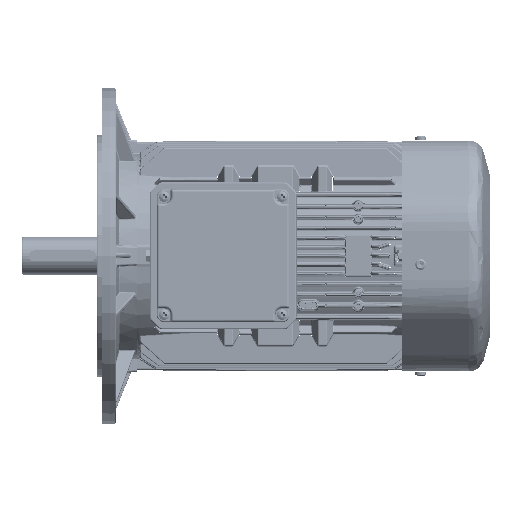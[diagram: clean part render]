
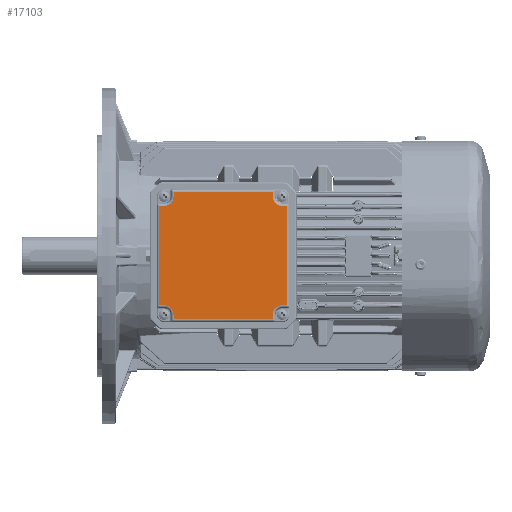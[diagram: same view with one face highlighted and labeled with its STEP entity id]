
A CAD part, top view. The second image highlights one B-rep face of the part: STEP entity #17103.
In plain terms, the highlighted planar face has unit normal (0, 0, 1).
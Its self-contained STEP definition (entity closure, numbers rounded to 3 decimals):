
#17103=ADVANCED_FACE('',(#24254),#21459,.T.);
#21459=PLANE('',#109323);
#24254=FACE_OUTER_BOUND('',#30154,.T.);
#30154=EDGE_LOOP('',(#43415,#43416,#43417,#43418,#43419,#43420,#43421,#43422,
#43423,#43424,#43425,#43426,#43427,#43428,#43429,#43430));
#43415=ORIENTED_EDGE('',*,*,#79047,.T.);
#43416=ORIENTED_EDGE('',*,*,#79044,.T.);
#43417=ORIENTED_EDGE('',*,*,#79040,.T.);
#43418=ORIENTED_EDGE('',*,*,#79045,.T.);
#43419=ORIENTED_EDGE('',*,*,#79049,.T.);
#43420=ORIENTED_EDGE('',*,*,#79055,.T.);
#43421=ORIENTED_EDGE('',*,*,#79104,.T.);
#43422=ORIENTED_EDGE('',*,*,#79105,.T.);
#43423=ORIENTED_EDGE('',*,*,#79060,.T.);
#43424=ORIENTED_EDGE('',*,*,#79065,.T.);
#43425=ORIENTED_EDGE('',*,*,#79068,.T.);
#43426=ORIENTED_EDGE('',*,*,#79106,.T.);
#43427=ORIENTED_EDGE('',*,*,#79107,.T.);
#43428=ORIENTED_EDGE('',*,*,#79108,.T.);
#43429=ORIENTED_EDGE('',*,*,#79058,.T.);
#43430=ORIENTED_EDGE('',*,*,#79052,.T.);
#65707=VERTEX_POINT('',#161691);
#65724=VERTEX_POINT('',#161781);
#65725=VERTEX_POINT('',#161826);
#65742=VERTEX_POINT('',#161916);
#65745=VERTEX_POINT('',#161964);
#65760=VERTEX_POINT('',#162051);
#65762=VERTEX_POINT('',#162089);
#65763=VERTEX_POINT('',#162093);
#65765=VERTEX_POINT('',#162105);
#65768=VERTEX_POINT('',#162115);
#65770=VERTEX_POINT('',#162122);
#65771=VERTEX_POINT('',#162126);
#65772=VERTEX_POINT('',#162127);
#65775=VERTEX_POINT('',#162144);
#65793=VERTEX_POINT('',#162222);
#65794=VERTEX_POINT('',#162224);
#79040=EDGE_CURVE('',#65762,#65742,#92962,.T.);
#79044=EDGE_CURVE('',#65763,#65762,#104087,.T.);
#79045=EDGE_CURVE('',#65742,#65745,#92963,.T.);
#79047=EDGE_CURVE('',#65725,#65763,#92965,.T.);
#79049=EDGE_CURVE('',#65745,#65765,#92967,.T.);
#79052=EDGE_CURVE('',#65724,#65725,#92969,.T.);
#79055=EDGE_CURVE('',#65765,#65768,#104090,.T.);
#79058=EDGE_CURVE('',#65770,#65724,#92972,.T.);
#79060=EDGE_CURVE('',#65771,#65772,#92973,.T.);
#79065=EDGE_CURVE('',#65772,#65775,#104095,.T.);
#79068=EDGE_CURVE('',#65775,#65707,#92976,.T.);
#79104=EDGE_CURVE('',#65768,#65760,#93003,.T.);
#79105=EDGE_CURVE('',#65760,#65771,#93004,.T.);
#79106=EDGE_CURVE('',#65707,#65793,#93005,.T.);
#79107=EDGE_CURVE('',#65793,#65794,#93006,.T.);
#79108=EDGE_CURVE('',#65794,#65770,#104106,.T.);
#92962=LINE('',#162088,#98385);
#92963=LINE('',#162098,#98386);
#92965=LINE('',#162101,#98388);
#92967=LINE('',#162104,#98390);
#92969=LINE('',#162110,#98392);
#92972=LINE('',#162121,#98395);
#92973=LINE('',#162125,#98396);
#92976=LINE('',#162149,#98399);
#93003=LINE('',#162219,#98426);
#93004=LINE('',#162220,#98427);
#93005=LINE('',#162221,#98428);
#93006=LINE('',#162223,#98429);
#98385=VECTOR('',#123665,1.);
#98386=VECTOR('',#123678,1.);
#98388=VECTOR('',#123682,1.);
#98390=VECTOR('',#123686,1.);
#98392=VECTOR('',#123692,1.);
#98395=VECTOR('',#123705,1.);
#98396=VECTOR('',#123710,1.);
#98399=VECTOR('',#123725,1.);
#98426=VECTOR('',#123804,1.);
#98427=VECTOR('',#123805,1.);
#98428=VECTOR('',#123806,1.);
#98429=VECTOR('',#123807,1.);
#104087=CIRCLE('',#109277,7.);
#104090=CIRCLE('',#109285,7.);
#104095=CIRCLE('',#109293,7.);
#104106=CIRCLE('',#109322,7.);
#109277=AXIS2_PLACEMENT_3D('',#162096,#123674,#123675);
#109285=AXIS2_PLACEMENT_3D('',#162116,#123698,#123699);
#109293=AXIS2_PLACEMENT_3D('',#162145,#123718,#123719);
#109322=AXIS2_PLACEMENT_3D('',#162225,#123808,#123809);
#109323=AXIS2_PLACEMENT_3D('',#162226,#123810,#123811);
#123665=DIRECTION('',(0.,-1.,0.));
#123674=DIRECTION('',(0.,0.,-1.));
#123675=DIRECTION('',(-1.,0.,0.));
#123678=DIRECTION('',(1.,0.,0.));
#123682=DIRECTION('',(1.,0.,0.));
#123686=DIRECTION('',(0.,1.,0.));
#123692=DIRECTION('',(0.,-1.,0.));
#123698=DIRECTION('',(0.,0.,-1.));
#123699=DIRECTION('',(-1.,0.,0.));
#123705=DIRECTION('',(-1.,0.,0.));
#123710=DIRECTION('',(-1.,0.,0.));
#123718=DIRECTION('',(0.,0.,-1.));
#123719=DIRECTION('',(-1.,0.,0.));
#123725=DIRECTION('',(0.,1.,0.));
#123804=DIRECTION('',(1.,0.,0.));
#123805=DIRECTION('',(0.,1.,0.));
#123806=DIRECTION('',(-1.,0.,0.));
#123807=DIRECTION('',(0.,-1.,0.));
#123808=DIRECTION('',(0.,0.,-1.));
#123809=DIRECTION('',(-1.,0.,0.));
#123810=DIRECTION('',(0.,0.,1.));
#123811=DIRECTION('',(1.,0.,0.));
#161691=CARTESIAN_POINT('',(104.5,47.5,133.05));
#161781=CARTESIAN_POINT('',(20.,37.,133.05));
#161826=CARTESIAN_POINT('',(20.,-37.,133.05));
#161916=CARTESIAN_POINT('',(30.5,-47.5,133.05));
#161964=CARTESIAN_POINT('',(104.5,-47.5,133.05));
#162051=CARTESIAN_POINT('',(115.,-37.,133.05));
#162088=CARTESIAN_POINT('',(30.5,-49.5,133.05));
#162089=CARTESIAN_POINT('',(30.5,-44.,133.05));
#162093=CARTESIAN_POINT('',(23.5,-37.,133.05));
#162096=CARTESIAN_POINT('',(23.5,-44.,133.05));
#162098=CARTESIAN_POINT('',(106.5,-47.5,133.05));
#162101=CARTESIAN_POINT('',(23.5,-37.,133.05));
#162104=CARTESIAN_POINT('',(104.5,-44.,133.05));
#162105=CARTESIAN_POINT('',(104.5,-44.,133.05));
#162110=CARTESIAN_POINT('',(20.,-39.,133.05));
#162115=CARTESIAN_POINT('',(111.5,-37.,133.05));
#162116=CARTESIAN_POINT('',(111.5,-44.,133.05));
#162121=CARTESIAN_POINT('',(18.,37.,133.05));
#162122=CARTESIAN_POINT('',(23.5,37.,133.05));
#162125=CARTESIAN_POINT('',(111.5,37.,133.05));
#162126=CARTESIAN_POINT('',(115.,37.,133.05));
#162127=CARTESIAN_POINT('',(111.5,37.,133.05));
#162144=CARTESIAN_POINT('',(104.5,44.,133.05));
#162145=CARTESIAN_POINT('',(111.5,44.,133.05));
#162149=CARTESIAN_POINT('',(104.5,49.5,133.05));
#162219=CARTESIAN_POINT('',(117.,-37.,133.05));
#162220=CARTESIAN_POINT('',(115.,39.,133.05));
#162221=CARTESIAN_POINT('',(28.5,47.5,133.05));
#162222=CARTESIAN_POINT('',(30.5,47.5,133.05));
#162223=CARTESIAN_POINT('',(30.5,44.,133.05));
#162224=CARTESIAN_POINT('',(30.5,44.,133.05));
#162225=CARTESIAN_POINT('',(23.5,44.,133.05));
#162226=CARTESIAN_POINT('',(23.5,-44.,133.05));
